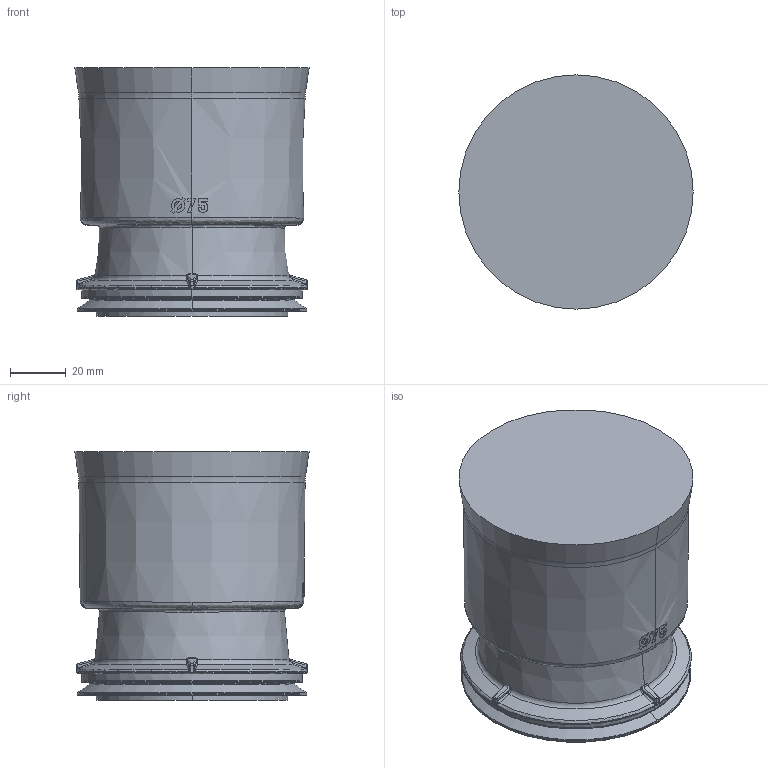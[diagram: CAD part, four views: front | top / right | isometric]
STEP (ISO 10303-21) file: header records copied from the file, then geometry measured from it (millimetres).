
FILE_DESCRIPTION(('CATIA V5 STEP Exchange','CAx-IF Rec.Pracs.--- Model Styling and Organization---1.4--- 2014-01-23','CAx-IF Rec.Pracs.---3D Tessellated Data Validation Properties---0.5---2014-09-14'),'2;1');
FILE_NAME('STEP_AIR590020_-_TST.stp','2021-03-29T14:24:05+00:00',('none'),('none'),'CATIA Version 5-6 Release 2019 SP3','CATIA V5 STEP AP242 v1','none');
FILE_SCHEMA(('AP242_MANAGED_MODEL_BASED_3D_ENGINEERING_MIM_LF {1 0 10303 442 1 1 4}'));
Length unit declared in the file: millimetre
Products named in the file (1): AIR590020 - TST
Bounding box: 84.33 x 84.33 x 89.5 mm (x, y, z)
Volume: 427954.8 mm3; surface area: 36738.1 mm2
Topology: 1 solids, 1 shells, 202 faces, 493 edges, 282 vertices
Faces by surface type: bspline 70, plane 45, cylinder 37, cone 22, torus 20, sphere 8
Entity records: 9076 total; most frequent: CARTESIAN_POINT 5342, ORIENTED_EDGE 954, EDGE_CURVE 477, DIRECTION 415, VERTEX_POINT 282, B_SPLINE_CURVE_WITH_KNOTS 266, AXIS2_PLACEMENT_3D 215, EDGE_LOOP 207
